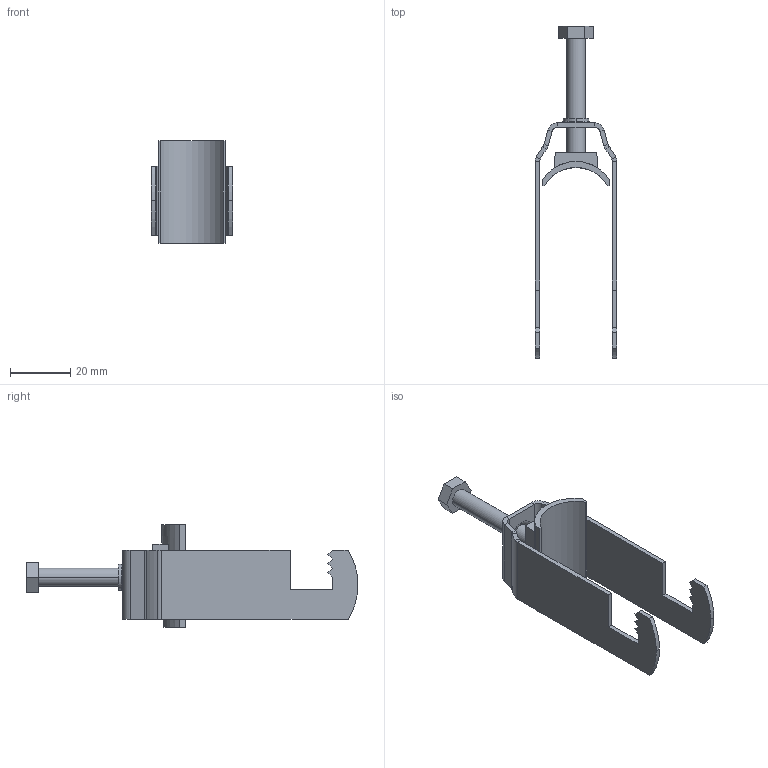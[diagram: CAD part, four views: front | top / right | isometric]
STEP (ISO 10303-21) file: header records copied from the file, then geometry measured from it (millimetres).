
FILE_DESCRIPTION (( 'STEP AP214' ), '1' );
FILE_NAME ('1170228.STP', '2018-02-08T13:16:41', ( '' ), ( '' ), 'SwSTEP 2.0', 'SolidWorks 2016', '' );
FILE_SCHEMA (( 'AUTOMOTIVE_DESIGN' ));
Length unit declared in the file: millimetre
Products named in the file (5): EB101-04-02_Standard; EB101-00-04_Standard; EB101-00-03_M6 x 38; EB201-04-01_2 fach; 1170228
Assembly tree (4 placements, depth 2):
  1170228
    EB201-04-01_2 fach
    EB101-00-03_M6 x 38
    EB101-00-04_Standard
    EB101-04-02_Standard
Bounding box: 27 x 110 x 34 mm (x, y, z)
Volume: 8887.1 mm3; surface area: 11940.9 mm2
Topology: 4 solids, 4 shells, 202 faces, 494 edges, 305 vertices
Faces by surface type: plane 150, cylinder 36, torus 8, cone 8
Entity records: 6032 total; most frequent: CARTESIAN_POINT 1048, DIRECTION 1010, ORIENTED_EDGE 984, EDGE_CURVE 492, VECTOR 364, LINE 364, AXIS2_PLACEMENT_3D 323, VERTEX_POINT 305
